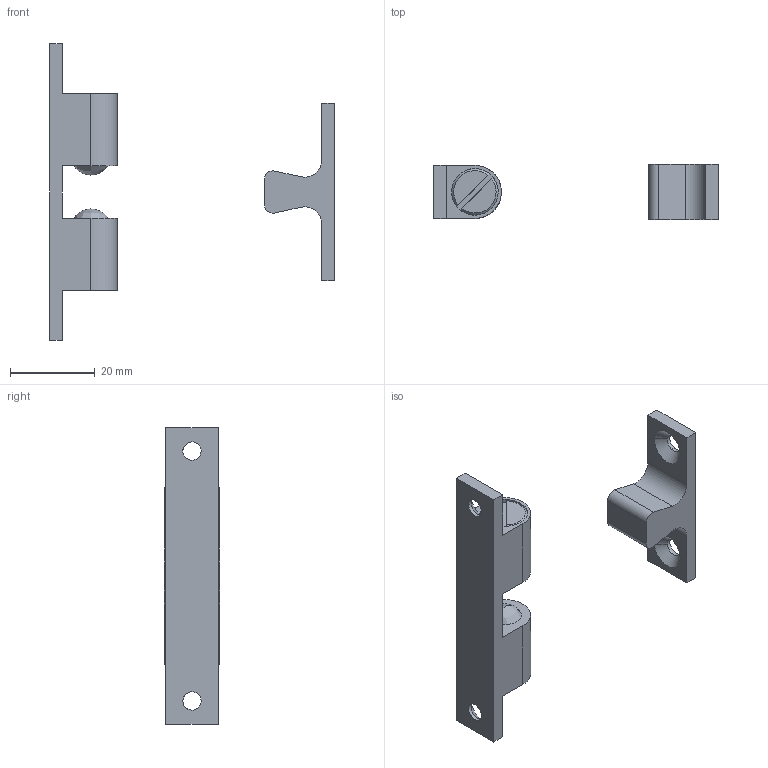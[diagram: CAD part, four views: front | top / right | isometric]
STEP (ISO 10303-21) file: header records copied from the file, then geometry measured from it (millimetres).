
FILE_DESCRIPTION((''),'2;1');
FILE_NAME('','2005-07-15T17:26:42',(''),(''),'','CADfix','');
FILE_SCHEMA(('AUTOMOTIVE_DESIGN'));
Length unit declared in the file: millimetre
Products named in the file (5): screw; ball; keeper; housing; TL_91_2_19417_36
Assembly tree (6 placements, depth 2):
  TL_91_2_19417_36
    screw  x2
    ball  x2
    keeper
    housing
Bounding box: 67.23 x 13 x 70 mm (x, y, z)
Volume: 9409.1 mm3; surface area: 7526.2 mm2
Topology: 6 solids, 6 shells, 84 faces, 257 edges, 189 vertices
Faces by surface type: bspline 84
Entity records: 2889 total; most frequent: CARTESIAN_POINT 1535, ORIENTED_EDGE 442, EDGE_CURVE 221, VERTEX_POINT 163, QUASI_UNIFORM_CURVE 96, EDGE_LOOP 86, FACE_OUTER_BOUND 70, ADVANCED_FACE 70
